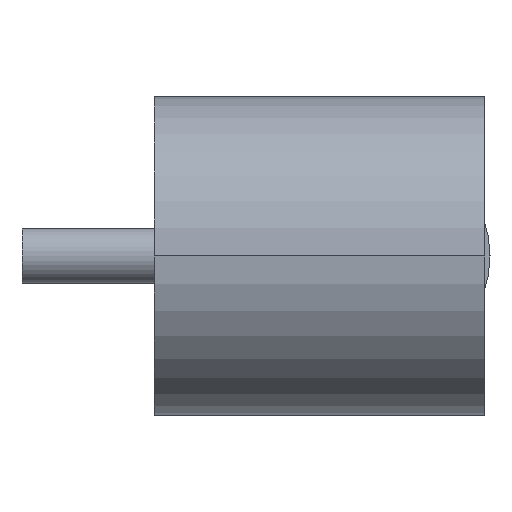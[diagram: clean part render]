
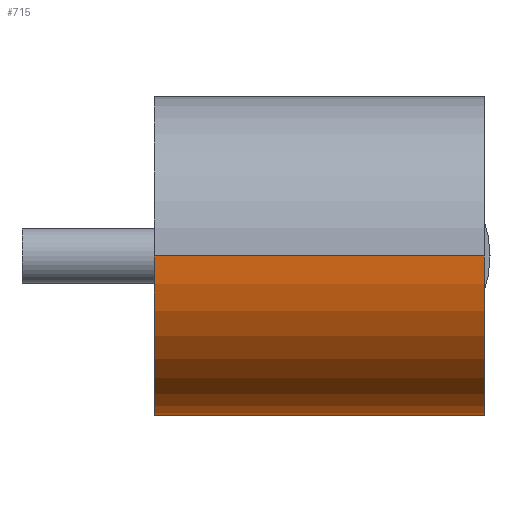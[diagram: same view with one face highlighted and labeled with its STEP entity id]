
A CAD part, left-side view. The second image highlights one B-rep face of the part: STEP entity #715.
In plain terms, the highlighted cylindrical face has radius 29 mm (diameter 58 mm), a partial arc.
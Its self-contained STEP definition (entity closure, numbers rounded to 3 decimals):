
#16 = CARTESIAN_POINT ( 'NONE',  ( 29., 60., -58. ) ) ;
#67 = ORIENTED_EDGE ( 'NONE', *, *, #1002, .F. ) ;
#112 = DIRECTION ( 'NONE',  ( 0., 1., 0. ) ) ;
#144 = ORIENTED_EDGE ( 'NONE', *, *, #229, .F. ) ;
#189 = VERTEX_POINT ( 'NONE', #1066 ) ;
#229 = EDGE_CURVE ( 'NONE', #189, #541, #991, .T. ) ;
#273 = EDGE_LOOP ( 'NONE', ( #144, #67, #1319, #385 ) ) ;
#284 = VERTEX_POINT ( 'NONE', #16 ) ;
#307 = VECTOR ( 'NONE', #877, 1000. ) ;
#330 = DIRECTION ( 'NONE',  ( 0., -1., 0. ) ) ;
#385 = ORIENTED_EDGE ( 'NONE', *, *, #836, .F. ) ;
#534 = CARTESIAN_POINT ( 'NONE',  ( 29., 60., -58. ) ) ;
#541 = VERTEX_POINT ( 'NONE', #1193 ) ;
#551 = EDGE_CURVE ( 'NONE', #1415, #284, #1186, .T. ) ;
#568 = CARTESIAN_POINT ( 'NONE',  ( 0., 60., -29. ) ) ;
#574 = DIRECTION ( 'NONE',  ( 0., 0., -1. ) ) ;
#586 = AXIS2_PLACEMENT_3D ( 'NONE', #695, #112, #574 ) ;
#587 = CARTESIAN_POINT ( 'NONE',  ( 29., 0., -58. ) ) ;
#612 = CIRCLE ( 'NONE', #586, 29. ) ;
#695 = CARTESIAN_POINT ( 'NONE',  ( 29., 60., -29. ) ) ;
#715 = ADVANCED_FACE ( 'NONE', ( #812 ), #943, .T. ) ;
#731 = DIRECTION ( 'NONE',  ( 0., -1., 0. ) ) ;
#812 = FACE_OUTER_BOUND ( 'NONE', #273, .T. ) ;
#836 = EDGE_CURVE ( 'NONE', #541, #1415, #1043, .T. ) ;
#877 = DIRECTION ( 'NONE',  ( 0., -1., 0. ) ) ;
#943 = CYLINDRICAL_SURFACE ( 'NONE', #1346, 29. ) ;
#977 = DIRECTION ( 'NONE',  ( 0., 0., -1. ) ) ;
#991 = LINE ( 'NONE', #568, #307 ) ;
#1002 = EDGE_CURVE ( 'NONE', #284, #189, #612, .T. ) ;
#1043 = CIRCLE ( 'NONE', #1093, 29. ) ;
#1066 = CARTESIAN_POINT ( 'NONE',  ( 0., 60., -29. ) ) ;
#1093 = AXIS2_PLACEMENT_3D ( 'NONE', #1102, #330, #977 ) ;
#1102 = CARTESIAN_POINT ( 'NONE',  ( 29., 0., -29. ) ) ;
#1164 = VECTOR ( 'NONE', #1436, 1000. ) ;
#1186 = LINE ( 'NONE', #534, #1164 ) ;
#1193 = CARTESIAN_POINT ( 'NONE',  ( 0., 0., -29. ) ) ;
#1267 = CARTESIAN_POINT ( 'NONE',  ( 29., 60., -29. ) ) ;
#1319 = ORIENTED_EDGE ( 'NONE', *, *, #551, .F. ) ;
#1346 = AXIS2_PLACEMENT_3D ( 'NONE', #1267, #731, #1373 ) ;
#1373 = DIRECTION ( 'NONE',  ( 0., 0., -1. ) ) ;
#1415 = VERTEX_POINT ( 'NONE', #587 ) ;
#1436 = DIRECTION ( 'NONE',  ( 0., 1., 0. ) ) ;
